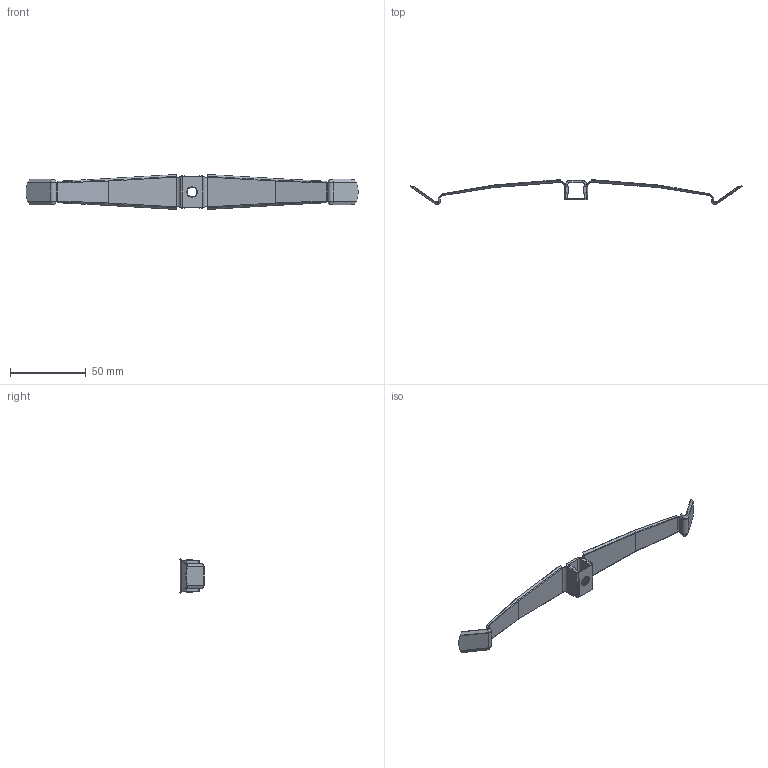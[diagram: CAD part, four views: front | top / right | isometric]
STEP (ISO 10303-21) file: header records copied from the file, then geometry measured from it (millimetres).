
FILE_DESCRIPTION (( 'STEP AP214' ), '1' );
FILE_NAME ('2204000.STP', '2018-03-27T13:19:04', ( '' ), ( '' ), 'SwSTEP 2.0', 'SolidWorks 2016', '' );
FILE_SCHEMA (( 'AUTOMOTIVE_DESIGN' ));
Length unit declared in the file: millimetre
Products named in the file (3): 2204000; BB035-01-01_Standard; BB035-01-02_Standard
Assembly tree (2 placements, depth 2):
  2204000
    BB035-01-01_Standard
    BB035-01-02_Standard
Bounding box: 219.46 x 16.28 x 23.12 mm (x, y, z)
Volume: 3348.1 mm3; surface area: 11293.7 mm2
Topology: 2 solids, 2 shells, 281 faces, 613 edges, 336 vertices
Faces by surface type: plane 174, cylinder 75, bspline 32
Entity records: 9069 total; most frequent: CARTESIAN_POINT 3224, ORIENTED_EDGE 1226, DIRECTION 1097, EDGE_CURVE 613, AXIS2_PLACEMENT_3D 371, LINE 355, VECTOR 355, VERTEX_POINT 336
